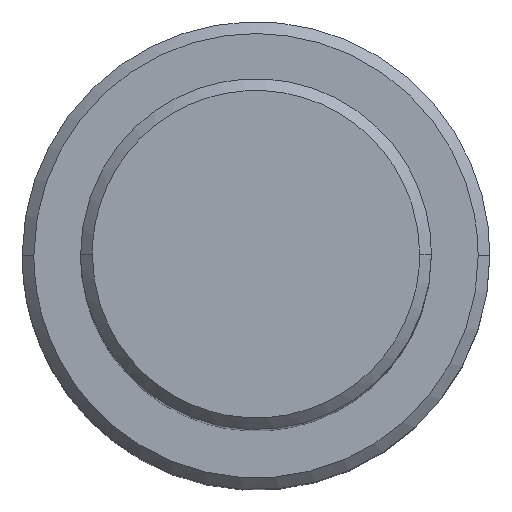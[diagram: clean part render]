
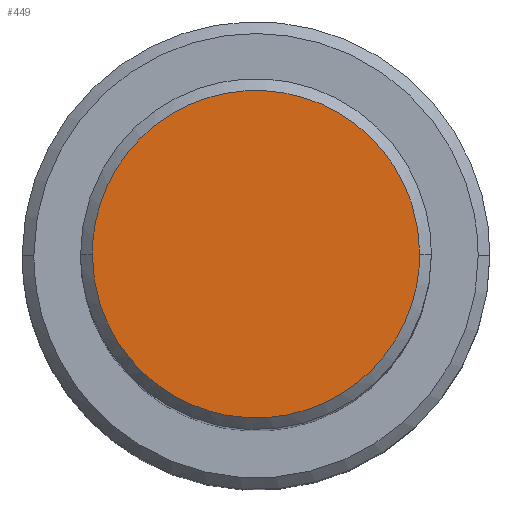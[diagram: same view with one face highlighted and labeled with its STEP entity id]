
A CAD part, top view. The second image highlights one B-rep face of the part: STEP entity #449.
In plain terms, the highlighted free-form (B-spline) face has degree [1, 1] with [2, 2] control points.
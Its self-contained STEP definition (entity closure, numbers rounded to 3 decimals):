
#27 = CARTESIAN_POINT ( 'NONE',  ( 11.917, 21.607, 75. ) ) ;
#30 = CARTESIAN_POINT ( 'NONE',  ( 13.467, 22.643, 75. ) ) ;
#40 = CARTESIAN_POINT ( 'NONE',  ( 34.519, 10.41, 75. ) ) ;
#57 = CARTESIAN_POINT ( 'NONE',  ( 34.687, -3.758, 75. ) ) ;
#58 = CARTESIAN_POINT ( 'NONE',  ( 31.715, 19.013, 75. ) ) ;
#61 = ORIENTED_EDGE ( 'NONE', *, *, #262, .T. ) ;
#70 = CARTESIAN_POINT ( 'NONE',  ( 16.856, -3.226, 75. ) ) ;
#73 = CARTESIAN_POINT ( 'NONE',  ( 32.752, 3.358, 75. ) ) ;
#78 = CARTESIAN_POINT ( 'NONE',  ( 6.519, 12.245, 75. ) ) ;
#84 = EDGE_CURVE ( 'NONE', #176, #265, #525, .T. ) ;
#95 = CARTESIAN_POINT ( 'NONE',  ( 6.519, 10.41, 75. ) ) ;
#104 = CARTESIAN_POINT ( 'NONE',  ( 34.519, 10.41, 75. ) ) ;
#105 = CARTESIAN_POINT ( 'NONE',  ( 11.917, -0.786, 75. ) ) ;
#117 = CARTESIAN_POINT ( 'NONE',  ( 22.353, 24.41, 75. ) ) ;
#156 = CARTESIAN_POINT ( 'NONE',  ( 34.519, 8.576, 75. ) ) ;
#176 = VERTEX_POINT ( 'NONE', #95 ) ;
#203 = CARTESIAN_POINT ( 'NONE',  ( 6.519, 10.41, 75. ) ) ;
#224 = ORIENTED_EDGE ( 'NONE', *, *, #84, .T. ) ;
#244 = CARTESIAN_POINT ( 'NONE',  ( 34.155, 6.747, 75. ) ) ;
#251 = CARTESIAN_POINT ( 'NONE',  ( 24.182, -3.226, 75. ) ) ;
#262 = EDGE_CURVE ( 'NONE', #265, #176, #300, .T. ) ;
#265 = VERTEX_POINT ( 'NONE', #104 ) ;
#281 = CARTESIAN_POINT ( 'NONE',  ( 24.182, 24.047, 75. ) ) ;
#291 = CARTESIAN_POINT ( 'NONE',  ( 6.519, 8.576, 75. ) ) ;
#293 = CARTESIAN_POINT ( 'NONE',  ( 13.467, -1.822, 75. ) ) ;
#300 = B_SPLINE_CURVE_WITH_KNOTS ( 'NONE', 3,
 ( #378, #543, #538, #491, #58, #414, #333, #281, #117, #558, #546, #30, #27, #553, #462, #509, #78, #468 ),
 .UNSPECIFIED., .F., .F.,
 ( 4, 2, 2, 2, 2, 2, 2, 2, 4 ),
 ( 0., 0.393, 0.785, 1.178, 1.571, 1.963, 2.356, 2.749, 3.142 ),
 .UNSPECIFIED. ) ;
#333 = CARTESIAN_POINT ( 'NONE',  ( 27.571, 22.643, 75. ) ) ;
#341 = CARTESIAN_POINT ( 'NONE',  ( 6.351, 24.578, 75. ) ) ;
#343 = CARTESIAN_POINT ( 'NONE',  ( 8.287, 3.358, 75. ) ) ;
#366 = B_SPLINE_SURFACE_WITH_KNOTS ( 'NONE', 1, 1, ( 
 ( #387, #341 ),
 ( #57, #486 ) ),
 .UNSPECIFIED., .F., .F., .F.,
 ( 2, 2 ),
 ( 2, 2 ),
 ( 0., 1. ),
 ( 0., 1. ),
 .UNSPECIFIED. ) ;
#378 = CARTESIAN_POINT ( 'NONE',  ( 34.519, 10.41, 75. ) ) ;
#387 = CARTESIAN_POINT ( 'NONE',  ( 6.351, -3.758, 75. ) ) ;
#391 = CARTESIAN_POINT ( 'NONE',  ( 31.715, 1.808, 75. ) ) ;
#414 = CARTESIAN_POINT ( 'NONE',  ( 29.122, 21.607, 75. ) ) ;
#426 = FACE_OUTER_BOUND ( 'NONE', #539, .T. ) ;
#427 = CARTESIAN_POINT ( 'NONE',  ( 9.323, 1.808, 75. ) ) ;
#429 = CARTESIAN_POINT ( 'NONE',  ( 29.122, -0.786, 75. ) ) ;
#449 = ADVANCED_FACE ( 'NONE', ( #426 ), #366, .T. ) ;
#462 = CARTESIAN_POINT ( 'NONE',  ( 8.287, 17.462, 75. ) ) ;
#465 = CARTESIAN_POINT ( 'NONE',  ( 22.353, -3.59, 75. ) ) ;
#468 = CARTESIAN_POINT ( 'NONE',  ( 6.519, 10.41, 75. ) ) ;
#470 = CARTESIAN_POINT ( 'NONE',  ( 18.685, -3.59, 75. ) ) ;
#486 = CARTESIAN_POINT ( 'NONE',  ( 34.687, 24.578, 75. ) ) ;
#491 = CARTESIAN_POINT ( 'NONE',  ( 32.752, 17.462, 75. ) ) ;
#504 = CARTESIAN_POINT ( 'NONE',  ( 6.883, 6.747, 75. ) ) ;
#509 = CARTESIAN_POINT ( 'NONE',  ( 6.883, 14.074, 75. ) ) ;
#510 = CARTESIAN_POINT ( 'NONE',  ( 27.571, -1.822, 75. ) ) ;
#525 = B_SPLINE_CURVE_WITH_KNOTS ( 'NONE', 3,
 ( #203, #291, #504, #343, #427, #105, #293, #70, #470, #465, #251, #510, #429, #391, #73, #244, #156, #40 ),
 .UNSPECIFIED., .F., .F.,
 ( 4, 2, 2, 2, 2, 2, 2, 2, 4 ),
 ( 3.142, 3.534, 3.927, 4.32, 4.712, 5.105, 5.498, 5.89, 6.283 ),
 .UNSPECIFIED. ) ;
#538 = CARTESIAN_POINT ( 'NONE',  ( 34.155, 14.074, 75. ) ) ;
#539 = EDGE_LOOP ( 'NONE', ( #224, #61 ) ) ;
#543 = CARTESIAN_POINT ( 'NONE',  ( 34.519, 12.245, 75. ) ) ;
#546 = CARTESIAN_POINT ( 'NONE',  ( 16.856, 24.047, 75. ) ) ;
#553 = CARTESIAN_POINT ( 'NONE',  ( 9.323, 19.013, 75. ) ) ;
#558 = CARTESIAN_POINT ( 'NONE',  ( 18.685, 24.41, 75. ) ) ;
